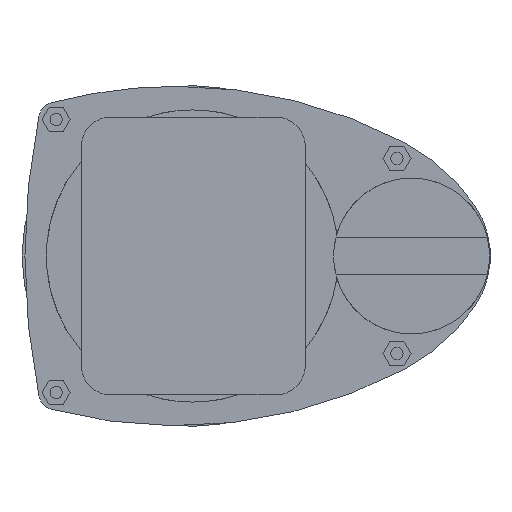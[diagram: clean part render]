
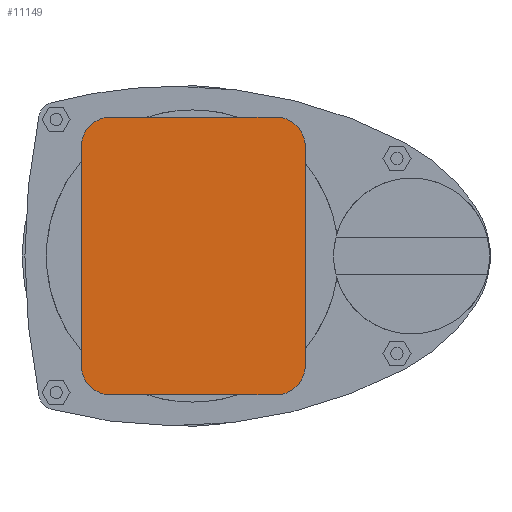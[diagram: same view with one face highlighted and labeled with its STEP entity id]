
A CAD part, front view. The second image highlights one B-rep face of the part: STEP entity #11149.
In plain terms, the highlighted planar face has unit normal (0, -1, 0).
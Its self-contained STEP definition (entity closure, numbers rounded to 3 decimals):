
#34 = AXIS2_PLACEMENT_3D ( 'NONE', #1282, #2102, #7751 ) ;
#218 = VECTOR ( 'NONE', #2586, 1000. ) ;
#1282 = CARTESIAN_POINT ( 'NONE',  ( 17.173, -10.5, 22.5 ) ) ;
#1327 = AXIS2_PLACEMENT_3D ( 'NONE', #2913, #12243, #10258 ) ;
#1397 = CARTESIAN_POINT ( 'NONE',  ( 17.173, -10.5, -22.5 ) ) ;
#2089 = EDGE_CURVE ( 'NONE', #7790, #2559, #4190, .T. ) ;
#2102 = DIRECTION ( 'NONE',  ( 0., -1., 0. ) ) ;
#2183 = ORIENTED_EDGE ( 'NONE', *, *, #2089, .T. ) ;
#2269 = VECTOR ( 'NONE', #3813, 1000. ) ;
#2321 = EDGE_CURVE ( 'NONE', #8737, #11328, #9104, .T. ) ;
#2526 = LINE ( 'NONE', #6304, #218 ) ;
#2559 = VERTEX_POINT ( 'NONE', #4600 ) ;
#2586 = DIRECTION ( 'NONE',  ( 0., 0., -1. ) ) ;
#2670 = CARTESIAN_POINT ( 'NONE',  ( -16.827, -10.5, 28.5 ) ) ;
#2913 = CARTESIAN_POINT ( 'NONE',  ( 0., -10.5, 0. ) ) ;
#2944 = DIRECTION ( 'NONE',  ( 0., 0., 1. ) ) ;
#3074 = EDGE_CURVE ( 'NONE', #10201, #3545, #10908, .T. ) ;
#3162 = AXIS2_PLACEMENT_3D ( 'NONE', #6302, #3203, #5242 ) ;
#3203 = DIRECTION ( 'NONE',  ( 0., -1., 0. ) ) ;
#3320 = CARTESIAN_POINT ( 'NONE',  ( -22.827, -10.5, 22.5 ) ) ;
#3545 = VERTEX_POINT ( 'NONE', #3320 ) ;
#3813 = DIRECTION ( 'NONE',  ( 1., 0., 0. ) ) ;
#3854 = PLANE ( 'NONE',  #1327 ) ;
#3936 = LINE ( 'NONE', #9521, #2269 ) ;
#4190 = CIRCLE ( 'NONE', #5121, 6. ) ;
#4225 = CARTESIAN_POINT ( 'NONE',  ( 17.173, -10.5, 28.5 ) ) ;
#4381 = ORIENTED_EDGE ( 'NONE', *, *, #4571, .T. ) ;
#4404 = CARTESIAN_POINT ( 'NONE',  ( -16.827, -10.5, -28.5 ) ) ;
#4425 = CIRCLE ( 'NONE', #34, 6. ) ;
#4571 = EDGE_CURVE ( 'NONE', #11328, #7790, #3936, .T. ) ;
#4600 = CARTESIAN_POINT ( 'NONE',  ( 23.173, -10.5, -22.5 ) ) ;
#4628 = LINE ( 'NONE', #4683, #9760 ) ;
#4683 = CARTESIAN_POINT ( 'NONE',  ( 23.173, -10.5, 28.5 ) ) ;
#4956 = VERTEX_POINT ( 'NONE', #4225 ) ;
#5121 = AXIS2_PLACEMENT_3D ( 'NONE', #1397, #6049, #5179 ) ;
#5179 = DIRECTION ( 'NONE',  ( 0., 0., -1. ) ) ;
#5242 = DIRECTION ( 'NONE',  ( 0., 0., -1. ) ) ;
#5357 = ORIENTED_EDGE ( 'NONE', *, *, #9026, .T. ) ;
#5710 = CARTESIAN_POINT ( 'NONE',  ( 17.173, -10.5, -28.5 ) ) ;
#5750 = EDGE_CURVE ( 'NONE', #4956, #10201, #5762, .T. ) ;
#5762 = LINE ( 'NONE', #11494, #7460 ) ;
#5790 = DIRECTION ( 'NONE',  ( 0., -1., 0. ) ) ;
#6049 = DIRECTION ( 'NONE',  ( 0., -1., 0. ) ) ;
#6302 = CARTESIAN_POINT ( 'NONE',  ( -16.827, -10.5, 22.5 ) ) ;
#6304 = CARTESIAN_POINT ( 'NONE',  ( -22.827, -10.5, 28.5 ) ) ;
#6898 = ORIENTED_EDGE ( 'NONE', *, *, #5750, .T. ) ;
#7460 = VECTOR ( 'NONE', #10499, 1000. ) ;
#7593 = DIRECTION ( 'NONE',  ( 0., 0., -1. ) ) ;
#7751 = DIRECTION ( 'NONE',  ( 0., 0., -1. ) ) ;
#7787 = CARTESIAN_POINT ( 'NONE',  ( 23.173, -10.5, 22.5 ) ) ;
#7790 = VERTEX_POINT ( 'NONE', #5710 ) ;
#8737 = VERTEX_POINT ( 'NONE', #11781 ) ;
#8937 = EDGE_CURVE ( 'NONE', #3545, #8737, #2526, .T. ) ;
#9026 = EDGE_CURVE ( 'NONE', #2559, #9072, #4628, .T. ) ;
#9072 = VERTEX_POINT ( 'NONE', #7787 ) ;
#9102 = ORIENTED_EDGE ( 'NONE', *, *, #8937, .T. ) ;
#9104 = CIRCLE ( 'NONE', #12270, 6. ) ;
#9467 = CARTESIAN_POINT ( 'NONE',  ( -16.827, -10.5, -22.5 ) ) ;
#9521 = CARTESIAN_POINT ( 'NONE',  ( -22.827, -10.5, -28.5 ) ) ;
#9760 = VECTOR ( 'NONE', #2944, 1000. ) ;
#9770 = ORIENTED_EDGE ( 'NONE', *, *, #3074, .T. ) ;
#10201 = VERTEX_POINT ( 'NONE', #2670 ) ;
#10258 = DIRECTION ( 'NONE',  ( 0., 0., -1. ) ) ;
#10351 = EDGE_CURVE ( 'NONE', #9072, #4956, #4425, .T. ) ;
#10499 = DIRECTION ( 'NONE',  ( -1., 0., 0. ) ) ;
#10908 = CIRCLE ( 'NONE', #3162, 6. ) ;
#11000 = ORIENTED_EDGE ( 'NONE', *, *, #10351, .T. ) ;
#11149 = ADVANCED_FACE ( 'NONE', ( #11432 ), #3854, .T. ) ;
#11238 = ORIENTED_EDGE ( 'NONE', *, *, #2321, .T. ) ;
#11328 = VERTEX_POINT ( 'NONE', #4404 ) ;
#11432 = FACE_OUTER_BOUND ( 'NONE', #11463, .T. ) ;
#11463 = EDGE_LOOP ( 'NONE', ( #6898, #9770, #9102, #11238, #4381, #2183, #5357, #11000 ) ) ;
#11494 = CARTESIAN_POINT ( 'NONE',  ( -22.827, -10.5, 28.5 ) ) ;
#11781 = CARTESIAN_POINT ( 'NONE',  ( -22.827, -10.5, -22.5 ) ) ;
#12243 = DIRECTION ( 'NONE',  ( 0., -1., 0. ) ) ;
#12270 = AXIS2_PLACEMENT_3D ( 'NONE', #9467, #5790, #7593 ) ;
